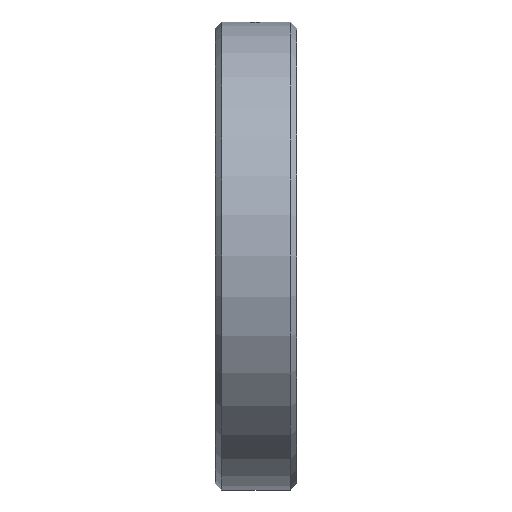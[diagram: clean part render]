
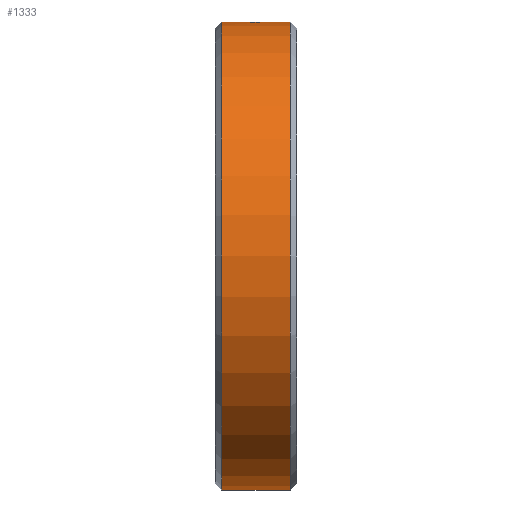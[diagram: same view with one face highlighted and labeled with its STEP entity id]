
A CAD part, left-side view. The second image highlights one B-rep face of the part: STEP entity #1333.
In plain terms, the highlighted cylindrical face has radius 37.5 mm (diameter 75 mm), a full revolution.
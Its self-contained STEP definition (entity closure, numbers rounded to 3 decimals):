
#57=CYLINDRICAL_SURFACE('',#1428,37.5);
#77=CIRCLE('',#1426,37.5);
#78=CIRCLE('',#1429,37.5);
#79=CIRCLE('',#1430,37.5);
#80=CIRCLE('',#1431,37.5);
#127=FACE_OUTER_BOUND('',#205,.T.);
#205=EDGE_LOOP('',(#918,#919,#920,#921,#922,#923,#924,#925));
#323=LINE('',#1963,#461);
#461=VECTOR('',#1573,37.5);
#593=ELLIPSE('',#1422,97.409,37.5);
#594=ELLIPSE('',#1424,97.591,37.5);
#595=VERTEX_POINT('',#1941);
#596=VERTEX_POINT('',#1942);
#599=VERTEX_POINT('',#1950);
#601=VERTEX_POINT('',#1960);
#602=VERTEX_POINT('',#1962);
#717=EDGE_CURVE('',#595,#596,#593,.T.);
#721=EDGE_CURVE('',#596,#599,#594,.T.);
#724=EDGE_CURVE('',#599,#595,#77,.T.);
#726=EDGE_CURVE('',#601,#601,#78,.T.);
#727=EDGE_CURVE('',#601,#602,#323,.T.);
#728=EDGE_CURVE('',#596,#602,#79,.T.);
#729=EDGE_CURVE('',#602,#596,#80,.T.);
#918=ORIENTED_EDGE('',*,*,#726,.F.);
#919=ORIENTED_EDGE('',*,*,#727,.T.);
#920=ORIENTED_EDGE('',*,*,#728,.F.);
#921=ORIENTED_EDGE('',*,*,#721,.T.);
#922=ORIENTED_EDGE('',*,*,#724,.T.);
#923=ORIENTED_EDGE('',*,*,#717,.T.);
#924=ORIENTED_EDGE('',*,*,#729,.F.);
#925=ORIENTED_EDGE('',*,*,#727,.F.);
#1333=ADVANCED_FACE('',(#127),#57,.T.);
#1422=AXIS2_PLACEMENT_3D('',#1943,#1551,#1552);
#1424=AXIS2_PLACEMENT_3D('',#1951,#1558,#1559);
#1426=AXIS2_PLACEMENT_3D('',#1956,#1564,#1565);
#1428=AXIS2_PLACEMENT_3D('',#1959,#1569,#1570);
#1429=AXIS2_PLACEMENT_3D('',#1961,#1571,#1572);
#1430=AXIS2_PLACEMENT_3D('',#1964,#1574,#1575);
#1431=AXIS2_PLACEMENT_3D('',#1965,#1576,#1577);
#1551=DIRECTION('center_axis',(-0.923,0.385,0.));
#1552=DIRECTION('ref_axis',(0.385,0.923,0.));
#1558=DIRECTION('center_axis',(0.923,0.384,0.));
#1559=DIRECTION('ref_axis',(0.384,-0.923,0.));
#1564=DIRECTION('center_axis',(0.,-1.,0.));
#1565=DIRECTION('ref_axis',(1.,0.,0.));
#1569=DIRECTION('center_axis',(0.,-1.,0.));
#1570=DIRECTION('ref_axis',(1.,0.,0.));
#1571=DIRECTION('center_axis',(0.,-1.,0.));
#1572=DIRECTION('ref_axis',(1.,0.,0.));
#1573=DIRECTION('',(0.,1.,0.));
#1574=DIRECTION('center_axis',(0.,1.,0.));
#1575=DIRECTION('ref_axis',(1.,0.,0.));
#1576=DIRECTION('center_axis',(0.,1.,0.));
#1577=DIRECTION('ref_axis',(1.,0.,0.));
#1941=CARTESIAN_POINT('',(-2.503,-7.,37.416));
#1942=CARTESIAN_POINT('',(0.,-1.,37.5));
#1943=CARTESIAN_POINT('Origin',(0.,-1.,0.));
#1950=CARTESIAN_POINT('',(2.497,-7.,37.417));
#1951=CARTESIAN_POINT('Origin',(0.,-1.,0.));
#1956=CARTESIAN_POINT('Origin',(0.,-7.,0.));
#1959=CARTESIAN_POINT('Origin',(0.,0.,0.));
#1960=CARTESIAN_POINT('',(-37.5,-12.,0.));
#1961=CARTESIAN_POINT('Origin',(0.,-12.,0.));
#1962=CARTESIAN_POINT('',(-37.5,-1.,0.));
#1963=CARTESIAN_POINT('',(-37.5,0.,0.));
#1964=CARTESIAN_POINT('Origin',(0.,-1.,0.));
#1965=CARTESIAN_POINT('Origin',(0.,-1.,0.));
